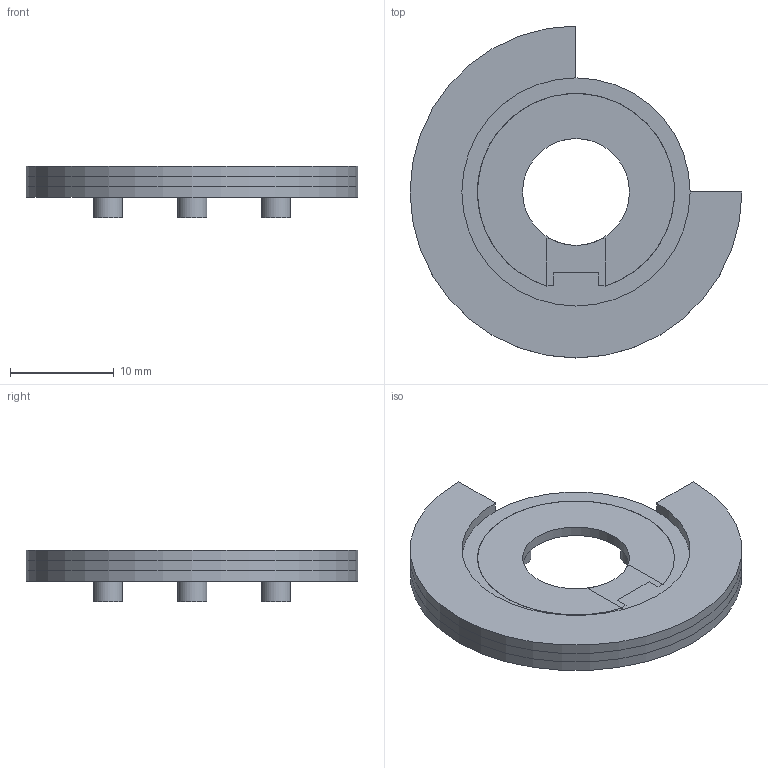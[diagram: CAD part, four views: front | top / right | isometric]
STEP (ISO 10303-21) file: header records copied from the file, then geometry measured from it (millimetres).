
FILE_DESCRIPTION(/* description */ ('','CAx-IF Rec.Pracs.---Representation and Presentation of Product Manufacturing Information (PMI)---4.0---2014-10-13'),/* implementation_level */ '2;1');
FILE_NAME(/* name */ 'Timing Disc.step',/* time_stamp */ '2025-03-10T04:14:37-04:00',/* author */ (''),/* organization */ (''),/* preprocessor_version */ 'ST-DEVELOPER v20',/* originating_system */ 'Autodesk Translation Framework v13.20.0.188',/* authorisation */ '');
FILE_SCHEMA (('AP242_MANAGED_MODEL_BASED_3D_ENGINEERING_MIM_LF { 1 0 10303 442 1 1 4 }'));
Length unit declared in the file: millimetre
Products named in the file (2): Optical Cam; Magnetic Cam Positioner v6
Assembly tree (1 placements, depth 2):
  Optical Cam
    Magnetic Cam Positioner v6
Bounding box: 32 x 32 x 5 mm (x, y, z)
Volume: 1341 mm3; surface area: 3362.1 mm2
Topology: 10 solids, 10 shells, 57 faces, 111 edges, 74 vertices
Faces by surface type: plane 38, cylinder 19
Full cylindrical faces by diameter (mm): 2.8 x4, 10.3 x1, 19 x1, 22 x1
Entity records: 1531 total; most frequent: DIRECTION 267, CARTESIAN_POINT 263, ORIENTED_EDGE 222, EDGE_CURVE 111, AXIS2_PLACEMENT_3D 98, VERTEX_POINT 74, LINE 71, VECTOR 71
